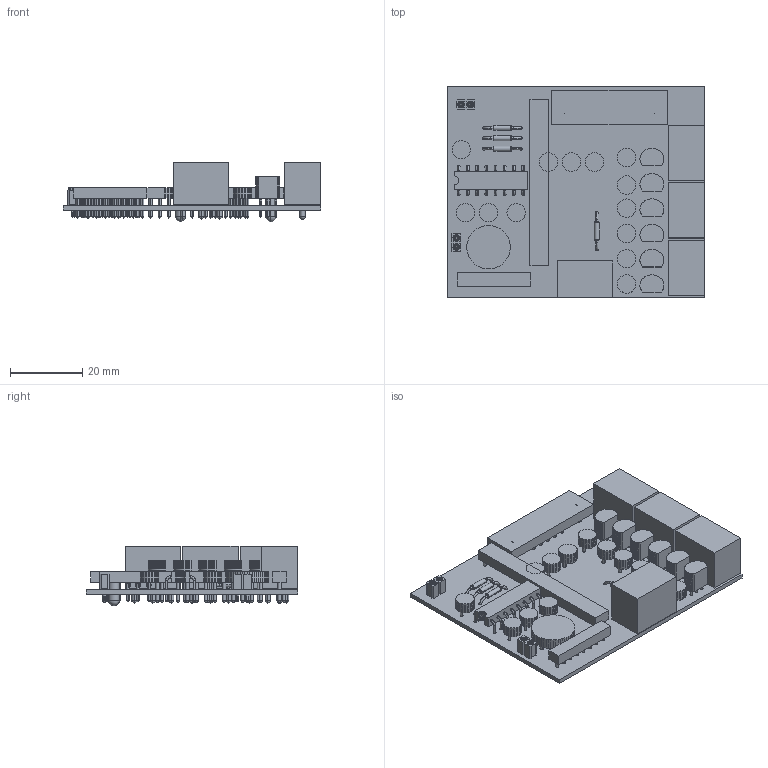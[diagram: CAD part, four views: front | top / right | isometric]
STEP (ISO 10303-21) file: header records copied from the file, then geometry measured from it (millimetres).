
FILE_DESCRIPTION(('PCB Model'),'2;1');
FILE_NAME('prototipoV1.STEP', '2020-06-16T11:22:25',('USUARIO'),('Unspecified'), 'Open CASCADE STEP processor 6.8','Proteus','Unknown');
FILE_SCHEMA(('CONFIG_CONTROL_DESIGN','SHAPE_APPEARANCE_LAYER_MIM'));
Length unit declared in the file: millimetre
Products named in the file (122): Open CASCADE STEP translator 6.8 2; Layer_1; J6; Open CASCADE STEP translator 6.8 2.2.1; Body_1; Pin_1; Pin_2; Pin_3; Pin_4; Pin_5; Pin_6; Pin_7; Pin_8; MAX1; Open CASCADE STEP translator 6.8 2.3.1; Pin_9; Pin_10; Pin_11; Pin_12; Pin_13; Pin_14; Pin_15; Pin_16; C1; Open CASCADE STEP translator 6.8 2.4.1; C2; C3; C4; J4; Open CASCADE STEP translator 6.8 2.8.1; J2; Open CASCADE STEP translator 6.8 2.9.1; J3; J8; Q1; Open CASCADE STEP translator 6.8 2.12.1; Q2; D4; Open CASCADE STEP translator 6.8 2.14.1; D5 ...
Assembly tree (145 placements, depth 4):
  Open CASCADE STEP translator 6.8 2
    Layer_1
    J6
      Open CASCADE STEP translator 6.8 2.2.1
        Body_1
        Pin_1
        Pin_2
        Pin_3
        Pin_4
        Pin_5
        Pin_6
        Pin_7
        Pin_8
    MAX1
      Open CASCADE STEP translator 6.8 2.3.1
        Body_1
        Pin_1
        Pin_2
        Pin_3
        Pin_4
        Pin_5
        Pin_6
        Pin_7
        Pin_8
        Pin_9
        Pin_10
        Pin_11
        Pin_12
        Pin_13
        Pin_14
        Pin_15
        Pin_16
    C1
      Open CASCADE STEP translator 6.8 2.4.1
        Body_1
        Pin_1
        Pin_2
    C2
      Open CASCADE STEP translator 6.8 2.4.1
        Body_1
        Pin_1
        Pin_2
    C3
      Open CASCADE STEP translator 6.8 2.4.1
        Body_1
        Pin_1
        Pin_2
    C4
      Open CASCADE STEP translator 6.8 2.4.1
        Body_1
        Pin_1
        Pin_2
    J4
      Open CASCADE STEP translator 6.8 2.8.1
        Body_1
        Pin_1
        Pin_2
        Pin_3
        Pin_4
        Pin_5
Bounding box: 71.12 x 58.42 x 16.45 mm (x, y, z)
Volume: 18145.3 mm3; surface area: 21337.8 mm2
Topology: 163 solids, 163 shells, 2249 faces, 5803 edges, 3372 vertices
Faces by surface type: plane 991, cylinder 570, sphere 512, cone 80, torus 56, bspline 32, extrusion 8
Entity records: 37426 total; most frequent: CARTESIAN_POINT 6157, DIRECTION 5345, ORIENTED_EDGE 4708, EDGE_CURVE 2354, AXIS2_PLACEMENT_3D 2188, VERTEX_POINT 1490, FACE_BOUND 1264, EDGE_LOOP 1264
